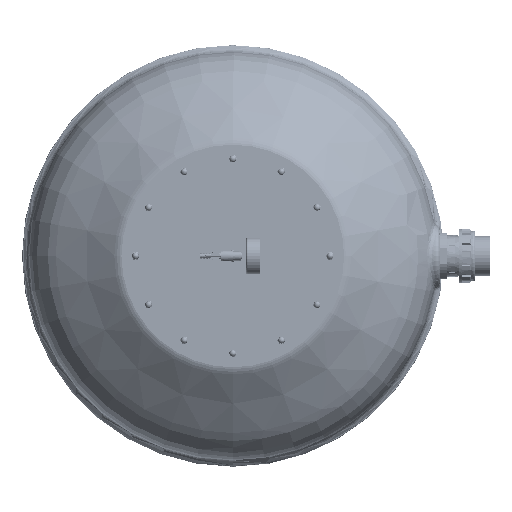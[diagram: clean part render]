
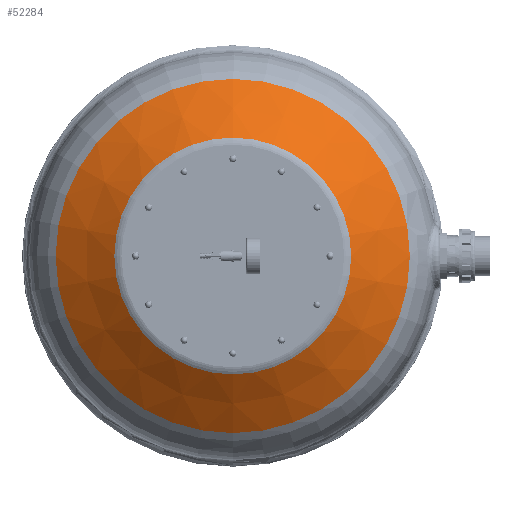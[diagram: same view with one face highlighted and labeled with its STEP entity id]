
A CAD part, left-side view. The second image highlights one B-rep face of the part: STEP entity #52284.
In plain terms, the highlighted conical face has half-angle 54.462 degrees and reference radius 294 mm.
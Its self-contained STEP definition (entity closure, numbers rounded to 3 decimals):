
#842=CONICAL_SURFACE('',#55804,294.,0.951);
#4537=FACE_OUTER_BOUND('',#7428,.T.);
#7428=EDGE_LOOP('',(#35940,#35941,#35942,#35943,#35944,#35945));
#10797=LINE('',#77310,#15426);
#15426=VECTOR('',#61276,294.);
#20064=CIRCLE('',#55730,327.749);
#20068=CIRCLE('',#55734,327.749);
#20103=CIRCLE('',#55798,219.127);
#20104=CIRCLE('',#55799,219.127);
#22503=VERTEX_POINT('',#77185);
#22504=VERTEX_POINT('',#77186);
#22536=VERTEX_POINT('',#77298);
#22537=VERTEX_POINT('',#77300);
#27747=EDGE_CURVE('',#22503,#22504,#20064,.T.);
#27751=EDGE_CURVE('',#22504,#22503,#20068,.T.);
#27799=EDGE_CURVE('',#22536,#22537,#20103,.T.);
#27800=EDGE_CURVE('',#22537,#22536,#20104,.T.);
#27804=EDGE_CURVE('',#22536,#22504,#10797,.T.);
#35940=ORIENTED_EDGE('',*,*,#27800,.F.);
#35941=ORIENTED_EDGE('',*,*,#27799,.F.);
#35942=ORIENTED_EDGE('',*,*,#27804,.T.);
#35943=ORIENTED_EDGE('',*,*,#27747,.F.);
#35944=ORIENTED_EDGE('',*,*,#27751,.F.);
#35945=ORIENTED_EDGE('',*,*,#27804,.F.);
#52284=ADVANCED_FACE('',(#4537),#842,.T.);
#55730=AXIS2_PLACEMENT_3D('',#77187,#61113,#61114);
#55734=AXIS2_PLACEMENT_3D('',#77192,#61121,#61122);
#55798=AXIS2_PLACEMENT_3D('',#77301,#61262,#61263);
#55799=AXIS2_PLACEMENT_3D('',#77302,#61264,#61265);
#55804=AXIS2_PLACEMENT_3D('',#77309,#61274,#61275);
#61113=DIRECTION('center_axis',(1.,0.,0.));
#61114=DIRECTION('ref_axis',(0.,0.,-1.));
#61121=DIRECTION('center_axis',(1.,0.,0.));
#61122=DIRECTION('ref_axis',(0.,0.,-1.));
#61262=DIRECTION('center_axis',(-1.,0.,0.));
#61263=DIRECTION('ref_axis',(0.,0.,-1.));
#61264=DIRECTION('center_axis',(-1.,0.,0.));
#61265=DIRECTION('ref_axis',(0.,0.,-1.));
#61274=DIRECTION('center_axis',(1.,0.,0.));
#61275=DIRECTION('ref_axis',(0.,0.,1.));
#61276=DIRECTION('',(0.581,0.,-0.814));
#77185=CARTESIAN_POINT('',(44.106,0.,327.749));
#77186=CARTESIAN_POINT('',(44.106,0.,-327.749));
#77187=CARTESIAN_POINT('Origin',(44.106,0.,
0.));
#77192=CARTESIAN_POINT('Origin',(44.106,0.,
0.));
#77298=CARTESIAN_POINT('',(-33.481,0.,-219.127));
#77300=CARTESIAN_POINT('',(-33.481,0.,219.127));
#77301=CARTESIAN_POINT('Origin',(-33.481,0.,
0.));
#77302=CARTESIAN_POINT('Origin',(-33.481,0.,
0.));
#77309=CARTESIAN_POINT('Origin',(20.,0.,0.));
#77310=CARTESIAN_POINT('',(20.,0.,-294.));
